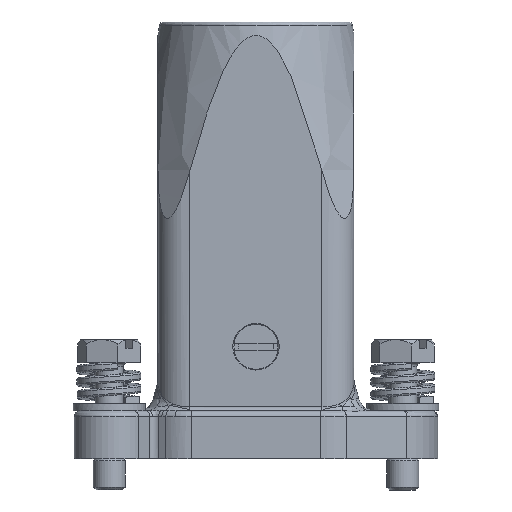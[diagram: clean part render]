
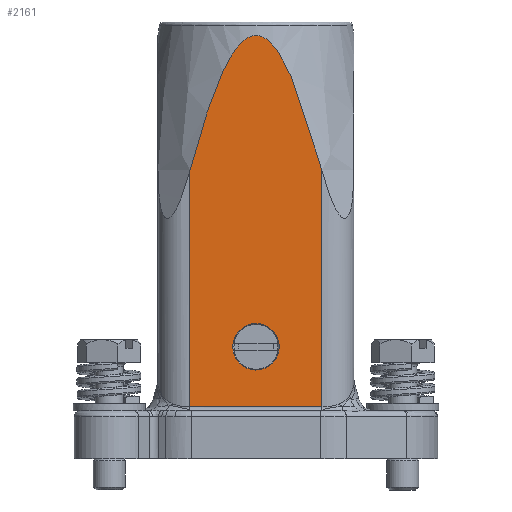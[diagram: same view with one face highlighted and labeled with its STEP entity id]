
A CAD part, left-side view. The second image highlights one B-rep face of the part: STEP entity #2161.
In plain terms, the highlighted planar face has unit normal (-1, 0, 0).
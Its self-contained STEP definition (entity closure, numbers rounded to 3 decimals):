
#1268=(
BOUNDED_CURVE()
B_SPLINE_CURVE(2,(#15731,#15732,#15733),.UNSPECIFIED.,.F.,.F.)
B_SPLINE_CURVE_WITH_KNOTS((3,3),(0.,1.),.UNSPECIFIED.)
CURVE()
GEOMETRIC_REPRESENTATION_ITEM()
RATIONAL_B_SPLINE_CURVE((1.166,1.406,1.166))
REPRESENTATION_ITEM('')
);
#1504=FACE_BOUND('',#3040,.T.);
#1505=FACE_BOUND('',#3041,.T.);
#1797=PLANE('',#9118);
#2161=ADVANCED_FACE('',(#1504,#1505),#1797,.T.);
#3040=EDGE_LOOP('',(#4713));
#3041=EDGE_LOOP('',(#4714,#4715,#4716,#4717));
#4713=ORIENTED_EDGE('',*,*,#6689,.T.);
#4714=ORIENTED_EDGE('',*,*,#6688,.T.);
#4715=ORIENTED_EDGE('',*,*,#6652,.T.);
#4716=ORIENTED_EDGE('',*,*,#6659,.T.);
#4717=ORIENTED_EDGE('',*,*,#6674,.T.);
#5295=VERTEX_POINT('',#11258);
#5731=VERTEX_POINT('',#15730);
#5732=VERTEX_POINT('',#15734);
#5733=VERTEX_POINT('',#15787);
#5748=VERTEX_POINT('',#17223);
#6652=EDGE_CURVE('',#5732,#5731,#1268,.T.);
#6659=EDGE_CURVE('',#5731,#5733,#7821,.T.);
#6674=EDGE_CURVE('',#5733,#5295,#7823,.T.);
#6688=EDGE_CURVE('',#5295,#5732,#7824,.T.);
#6689=EDGE_CURVE('',#5748,#5748,#7310,.T.);
#7310=CIRCLE('',#9117,2.9);
#7821=LINE('',#16024,#8349);
#7823=LINE('',#16633,#8351);
#7824=LINE('',#17220,#8352);
#8349=VECTOR('',#10541,1.);
#8351=VECTOR('',#10549,1.);
#8352=VECTOR('',#10556,1.);
#9117=AXIS2_PLACEMENT_3D('',#17222,#10559,#10560);
#9118=AXIS2_PLACEMENT_3D('',#17224,#10561,#10562);
#10541=DIRECTION('',(0.,0.,-1.));
#10549=DIRECTION('',(0.,-1.,0.));
#10556=DIRECTION('',(0.,0.,1.));
#10559=DIRECTION('',(1.,0.,0.));
#10560=DIRECTION('',(0.,-1.,0.));
#10561=DIRECTION('',(-1.,0.,0.));
#10562=DIRECTION('',(0.,-1.,0.));
#11258=CARTESIAN_POINT('',(-12.25,-10.3,2.7));
#15730=CARTESIAN_POINT('',(-12.25,6.2,32.272));
#15731=CARTESIAN_POINT('',(-12.25,-10.3,32.272));
#15732=CARTESIAN_POINT('',(-12.25,-2.05,63.108));
#15733=CARTESIAN_POINT('',(-12.25,6.2,32.272));
#15734=CARTESIAN_POINT('',(-12.25,-10.3,32.272));
#15787=CARTESIAN_POINT('',(-12.25,6.2,2.7));
#16024=CARTESIAN_POINT('',(-12.25,6.2,32.272));
#16633=CARTESIAN_POINT('',(-12.25,6.2,2.7));
#17220=CARTESIAN_POINT('',(-12.25,-10.3,2.7));
#17222=CARTESIAN_POINT('',(-12.25,-2.05,10.2));
#17223=CARTESIAN_POINT('',(-12.25,-4.95,10.2));
#17224=CARTESIAN_POINT('',(-12.25,6.2,2.2));
